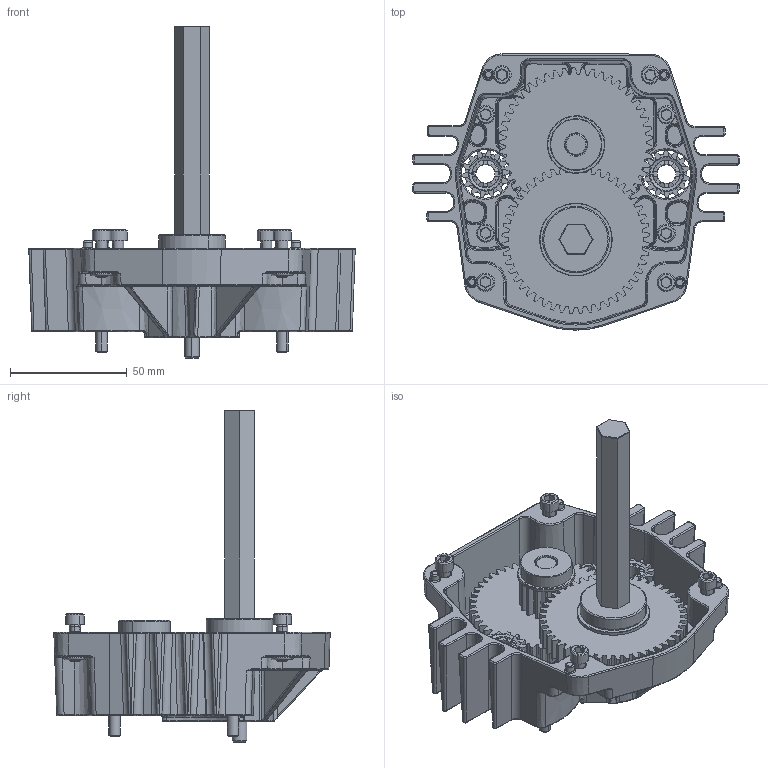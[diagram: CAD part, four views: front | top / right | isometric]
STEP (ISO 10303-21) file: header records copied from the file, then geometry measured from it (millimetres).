
FILE_DESCRIPTION (( 'STEP AP214' ), '1' );
FILE_NAME ('am-2598_107 2016 KOP Toughbox Mini.STEP', '2017-01-13T20:57:06', ( '' ), ( '' ), 'SwSTEP 2.0', 'SolidWorks 2014', '' );
FILE_SCHEMA (( 'AUTOMOTIVE_DESIGN' ));
Length unit declared in the file: inch
Products named in the file (16): Toughbox d07; am-2598_107 2016 KOP Toughbox Mini; TB Output Shaft Hex L-Base 2; 48t 20dp 500h with teeth; 16t 20dp 375h with teeth; FR8ZZ Hex Bearing; 500 E-klip; 8mm spring clip; R6ZZ Bearing; SHCS 10-32 x 0.625; TM Housing; Toughbox d09; 5-16 washer; 10-32 Nylock Nut; FR6ZZ Bearing; Toughbox d05
Assembly tree (31 placements, depth 2):
  am-2598_107 2016 KOP Toughbox Mini
    Toughbox d07
    Toughbox d05
    FR6ZZ Bearing
    10-32 Nylock Nut  x4
    5-16 washer  x4
    Toughbox d09  x2
    TM Housing
    SHCS 10-32 x 0.625  x8
    R6ZZ Bearing  x2
    8mm spring clip  x2
    500 E-klip
    FR8ZZ Hex Bearing
    16t 20dp 375h with teeth
    48t 20dp 500h with teeth
    TB Output Shaft Hex L-Base 2
Bounding box: 139.9 x 118.43 x 142.29 mm (x, y, z)
Volume: 187344.1 mm3; surface area: 106797.5 mm2
Topology: 31 solids, 31 shells, 2540 faces, 6264 edges, 3790 vertices
Faces by surface type: cylinder 1145, bspline 709, plane 495, cone 181, torus 10
Entity records: 86031 total; most frequent: CARTESIAN_POINT 34655, ORIENTED_EDGE 10660, DIRECTION 9627, EDGE_CURVE 5330, AXIS2_PLACEMENT_3D 3908, VERTEX_POINT 3234, CIRCLE 2399, EDGE_LOOP 2218
